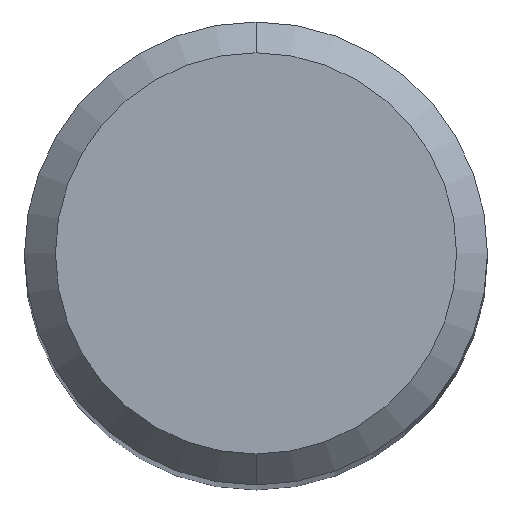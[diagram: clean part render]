
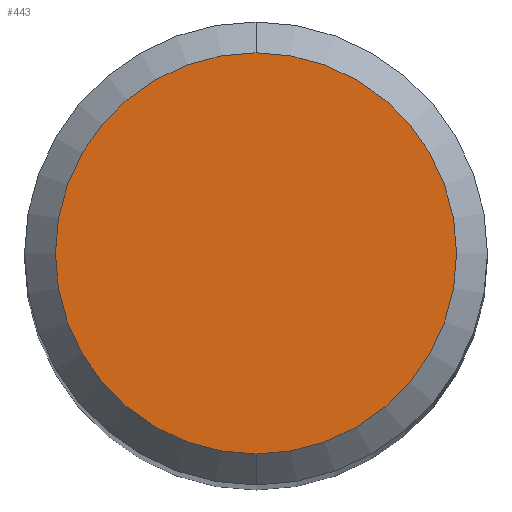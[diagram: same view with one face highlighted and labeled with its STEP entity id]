
A CAD part, top view. The second image highlights one B-rep face of the part: STEP entity #443.
In plain terms, the highlighted planar face has unit normal (0, 0, 1).
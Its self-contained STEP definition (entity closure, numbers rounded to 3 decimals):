
#209=VERTEX_POINT('',#513);
#251=EDGE_CURVE('',#385,#209,#557,.T.);
#353=EDGE_CURVE('',#209,#385,#668,.T.);
#385=VERTEX_POINT('',#704);
#443=ADVANCED_FACE('',(#768),#769,.T.);
#513=CARTESIAN_POINT('',(0.,-2.6,0.0));
#557=CIRCLE('',#1017,2.6);
#668=CIRCLE('',#1223,2.6);
#704=CARTESIAN_POINT('',(0.0,2.6,0.0));
#768=FACE_OUTER_BOUND('',#1398,.T.);
#769=PLANE('',#1399);
#1017=AXIS2_PLACEMENT_3D('',#1497,#1498,#1499);
#1223=AXIS2_PLACEMENT_3D('',#1625,#1626,#1627);
#1398=EDGE_LOOP('',(#1740,#1741));
#1399=AXIS2_PLACEMENT_3D('',#1742,#1743,#1744);
#1497=CARTESIAN_POINT('',(0.0,0.0,0.0));
#1498=DIRECTION('',(0.0,0.0,-1.0));
#1499=DIRECTION('',(0.0,1.0,0.0));
#1625=CARTESIAN_POINT('',(0.0,0.0,0.0));
#1626=DIRECTION('',(0.0,0.0,-1.0));
#1627=DIRECTION('',(0.0,1.0,0.0));
#1740=ORIENTED_EDGE('',*,*,#251,.F.);
#1741=ORIENTED_EDGE('',*,*,#353,.F.);
#1742=CARTESIAN_POINT('',(0.0,1.3,0.0));
#1743=DIRECTION('',(-0.0,0.0,1.0));
#1744=DIRECTION('',(0.0,-1.0,0.0));
